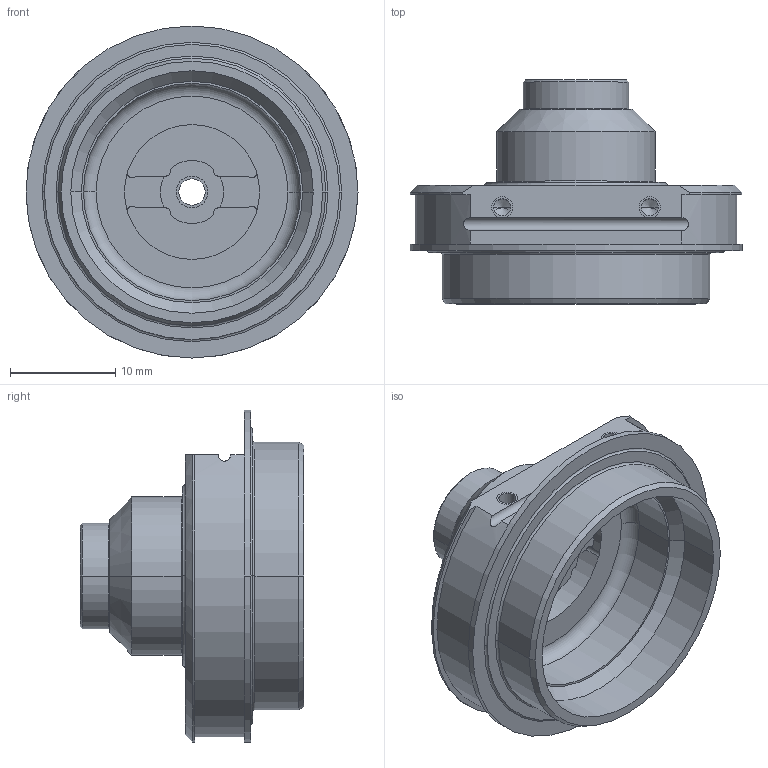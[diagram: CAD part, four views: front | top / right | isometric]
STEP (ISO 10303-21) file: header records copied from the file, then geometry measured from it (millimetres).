
FILE_DESCRIPTION((''),'2;1');
FILE_NAME('RC_IIT_010_P_071','2021-10-19T14:05:30',('silo-mech'),(''),'CREO PARAMETRIC BY PTC INC, 2020454','CREO PARAMETRIC BY PTC INC, 2020454','');
FILE_SCHEMA(('CONFIG_CONTROL_DESIGN'));
Length unit declared in the file: millimetre
Products named in the file (1): RC_IIT_010_P_071
Bounding box: 31.5 x 21.25 x 31.5 mm (x, y, z)
Volume: 4166.8 mm3; surface area: 3915 mm2
Topology: 1 solids, 4 shells, 103 faces, 245 edges, 154 vertices
Faces by surface type: cylinder 47, plane 25, cone 19, torus 12
Entity records: 3076 total; most frequent: DIRECTION 588, CARTESIAN_POINT 545, ORIENTED_EDGE 468, AXIS2_PLACEMENT_3D 247, EDGE_CURVE 241, VERTEX_POINT 154, CIRCLE 143, EDGE_LOOP 119
